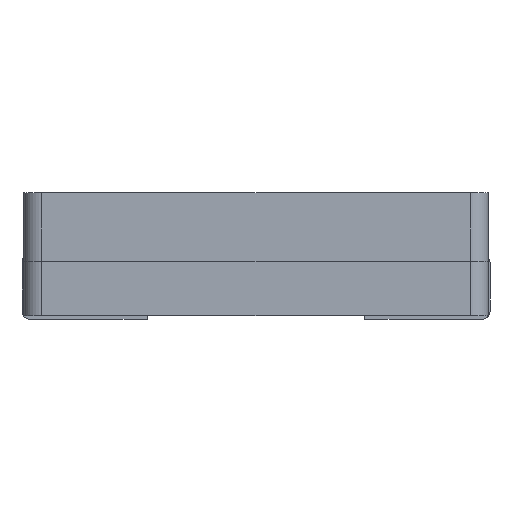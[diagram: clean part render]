
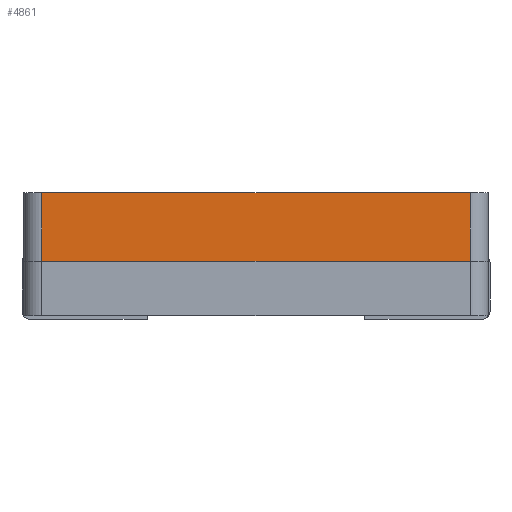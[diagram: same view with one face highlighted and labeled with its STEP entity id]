
A CAD part, front view. The second image highlights one B-rep face of the part: STEP entity #4861.
In plain terms, the highlighted face is planar.
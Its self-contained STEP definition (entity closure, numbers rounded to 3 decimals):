
#1162=ORIENTED_EDGE('',*,*,#2158,.T.);
#1163=ORIENTED_EDGE('',*,*,#2159,.F.);
#1164=ORIENTED_EDGE('',*,*,#2160,.F.);
#1165=ORIENTED_EDGE('',*,*,#2156,.T.);
#2156=EDGE_CURVE('',#2662,#2661,#3208,.T.);
#2158=EDGE_CURVE('',#2661,#2663,#3209,.T.);
#2159=EDGE_CURVE('',#2664,#2663,#3210,.T.);
#2160=EDGE_CURVE('',#2662,#2664,#3211,.T.);
#2661=VERTEX_POINT('',#10273);
#2662=VERTEX_POINT('',#10275);
#2663=VERTEX_POINT('',#10279);
#2664=VERTEX_POINT('',#10281);
#3208=LINE('',#10274,#3771);
#3209=LINE('',#10278,#3772);
#3210=LINE('',#10280,#3773);
#3211=LINE('',#10282,#3774);
#3771=VECTOR('',#7584,1000.);
#3772=VECTOR('',#7589,1000.);
#3773=VECTOR('',#7590,1000.);
#3774=VECTOR('',#7591,1000.);
#4053=EDGE_LOOP('',(#1162,#1163,#1164,#1165));
#4355=FACE_BOUND('',#4053,.T.);
#4607=PLANE('',#6532);
#4861=ADVANCED_FACE('',(#4355),#4607,.F.);
#6532=AXIS2_PLACEMENT_3D('',#10277,#7587,#7588);
#7584=DIRECTION('',(0.,0.,-1.));
#7587=DIRECTION('',(1.,0.,0.));
#7588=DIRECTION('',(0.,0.,-1.));
#7589=DIRECTION('',(0.,-1.,0.));
#7590=DIRECTION('',(0.,0.,-1.));
#7591=DIRECTION('',(0.,-1.,0.));
#10273=CARTESIAN_POINT('',(-6.4,5.9,0.));
#10274=CARTESIAN_POINT('',(-6.4,5.9,1.9));
#10275=CARTESIAN_POINT('',(-6.4,5.9,1.9));
#10277=CARTESIAN_POINT('',(-6.4,5.9,1.9));
#10278=CARTESIAN_POINT('',(-6.4,5.9,0.));
#10279=CARTESIAN_POINT('',(-6.4,-5.9,0.));
#10280=CARTESIAN_POINT('',(-6.4,-5.9,1.9));
#10281=CARTESIAN_POINT('',(-6.4,-5.9,1.9));
#10282=CARTESIAN_POINT('',(-6.4,5.9,1.9));
